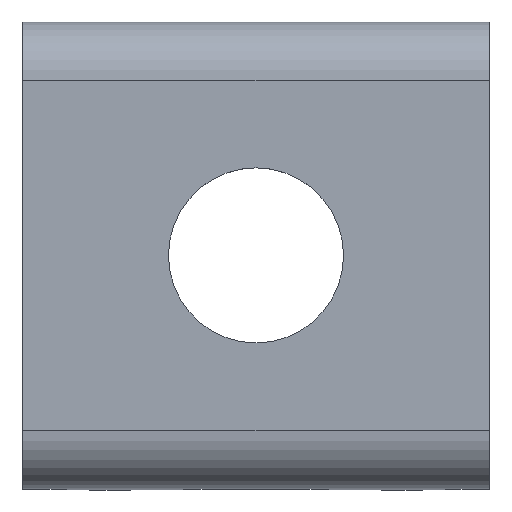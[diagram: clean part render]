
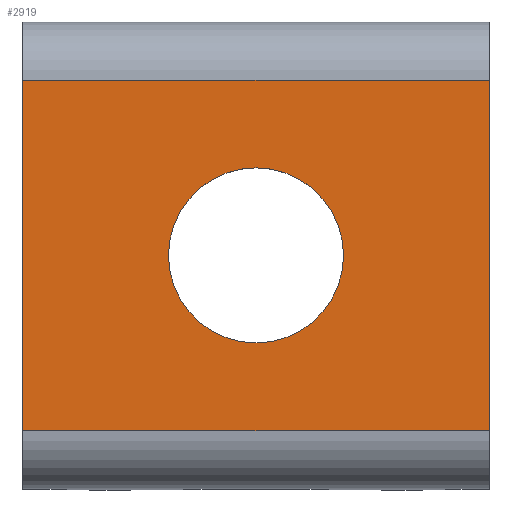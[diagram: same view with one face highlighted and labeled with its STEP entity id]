
A CAD part, top view. The second image highlights one B-rep face of the part: STEP entity #2919.
In plain terms, the highlighted planar face has unit normal (0, 0, 1).
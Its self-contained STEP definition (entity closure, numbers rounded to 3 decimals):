
#100 = PLANE('',#101);
#101 = AXIS2_PLACEMENT_3D('',#102,#103,#104);
#102 = CARTESIAN_POINT('',(4.,0.,6.507));
#103 = DIRECTION('',(-1.,-0.,-0.));
#104 = DIRECTION('',(0.,-1.,0.));
#128 = CYLINDRICAL_SURFACE('',#129,1.);
#129 = AXIS2_PLACEMENT_3D('',#130,#131,#132);
#130 = CARTESIAN_POINT('',(-4.,-3.,10.));
#131 = DIRECTION('',(1.,0.,0.));
#132 = DIRECTION('',(0.,-1.,0.));
#156 = PLANE('',#157);
#157 = AXIS2_PLACEMENT_3D('',#158,#159,#160);
#158 = CARTESIAN_POINT('',(-4.,0.,6.507));
#159 = DIRECTION('',(-1.,-0.,-0.));
#160 = DIRECTION('',(0.,-1.,0.));
#782 = VERTEX_POINT('',#783);
#783 = CARTESIAN_POINT('',(4.,-3.,11.));
#805 = EDGE_CURVE('',#782,#806,#808,.T.);
#806 = VERTEX_POINT('',#807);
#807 = CARTESIAN_POINT('',(4.,3.,11.));
#808 = SURFACE_CURVE('',#809,(#813,#820),.PCURVE_S1.);
#809 = LINE('',#810,#811);
#810 = CARTESIAN_POINT('',(4.,-4.,11.));
#811 = VECTOR('',#812,1.);
#812 = DIRECTION('',(0.,1.,0.));
#813 = PCURVE('',#100,#814);
#814 = DEFINITIONAL_REPRESENTATION('',(#815),#819);
#815 = LINE('',#816,#817);
#816 = CARTESIAN_POINT('',(4.,4.493));
#817 = VECTOR('',#818,1.);
#818 = DIRECTION('',(-1.,0.));
#819 = ( GEOMETRIC_REPRESENTATION_CONTEXT(2) 
PARAMETRIC_REPRESENTATION_CONTEXT() REPRESENTATION_CONTEXT('2D SPACE',''
  ) );
#820 = PCURVE('',#821,#826);
#821 = PLANE('',#822);
#822 = AXIS2_PLACEMENT_3D('',#823,#824,#825);
#823 = CARTESIAN_POINT('',(-4.,-4.,11.));
#824 = DIRECTION('',(0.,0.,1.));
#825 = DIRECTION('',(0.,1.,0.));
#826 = DEFINITIONAL_REPRESENTATION('',(#827),#831);
#827 = LINE('',#828,#829);
#828 = CARTESIAN_POINT('',(0.,-8.));
#829 = VECTOR('',#830,1.);
#830 = DIRECTION('',(1.,0.));
#831 = ( GEOMETRIC_REPRESENTATION_CONTEXT(2) 
PARAMETRIC_REPRESENTATION_CONTEXT() REPRESENTATION_CONTEXT('2D SPACE',''
  ) );
#850 = CYLINDRICAL_SURFACE('',#851,1.);
#851 = AXIS2_PLACEMENT_3D('',#852,#853,#854);
#852 = CARTESIAN_POINT('',(-4.,3.,10.));
#853 = DIRECTION('',(1.,0.,0.));
#854 = DIRECTION('',(0.,0.,1.));
#1115 = VERTEX_POINT('',#1116);
#1116 = CARTESIAN_POINT('',(-4.,-3.,11.));
#1138 = EDGE_CURVE('',#1115,#782,#1139,.T.);
#1139 = SURFACE_CURVE('',#1140,(#1144,#1151),.PCURVE_S1.);
#1140 = LINE('',#1141,#1142);
#1141 = CARTESIAN_POINT('',(-4.,-3.,11.));
#1142 = VECTOR('',#1143,1.);
#1143 = DIRECTION('',(1.,0.,0.));
#1144 = PCURVE('',#128,#1145);
#1145 = DEFINITIONAL_REPRESENTATION('',(#1146),#1150);
#1146 = LINE('',#1147,#1148);
#1147 = CARTESIAN_POINT('',(-1.571,0.));
#1148 = VECTOR('',#1149,1.);
#1149 = DIRECTION('',(-0.,1.));
#1150 = ( GEOMETRIC_REPRESENTATION_CONTEXT(2) 
PARAMETRIC_REPRESENTATION_CONTEXT() REPRESENTATION_CONTEXT('2D SPACE',''
  ) );
#1151 = PCURVE('',#821,#1152);
#1152 = DEFINITIONAL_REPRESENTATION('',(#1153),#1157);
#1153 = LINE('',#1154,#1155);
#1154 = CARTESIAN_POINT('',(1.,0.));
#1155 = VECTOR('',#1156,1.);
#1156 = DIRECTION('',(0.,-1.));
#1157 = ( GEOMETRIC_REPRESENTATION_CONTEXT(2) 
PARAMETRIC_REPRESENTATION_CONTEXT() REPRESENTATION_CONTEXT('2D SPACE',''
  ) );
#1238 = EDGE_CURVE('',#1115,#1239,#1241,.T.);
#1239 = VERTEX_POINT('',#1240);
#1240 = CARTESIAN_POINT('',(-4.,3.,11.));
#1241 = SURFACE_CURVE('',#1242,(#1246,#1253),.PCURVE_S1.);
#1242 = LINE('',#1243,#1244);
#1243 = CARTESIAN_POINT('',(-4.,-4.,11.));
#1244 = VECTOR('',#1245,1.);
#1245 = DIRECTION('',(0.,1.,0.));
#1246 = PCURVE('',#156,#1247);
#1247 = DEFINITIONAL_REPRESENTATION('',(#1248),#1252);
#1248 = LINE('',#1249,#1250);
#1249 = CARTESIAN_POINT('',(4.,4.493));
#1250 = VECTOR('',#1251,1.);
#1251 = DIRECTION('',(-1.,0.));
#1252 = ( GEOMETRIC_REPRESENTATION_CONTEXT(2) 
PARAMETRIC_REPRESENTATION_CONTEXT() REPRESENTATION_CONTEXT('2D SPACE',''
  ) );
#1253 = PCURVE('',#821,#1254);
#1254 = DEFINITIONAL_REPRESENTATION('',(#1255),#1259);
#1255 = LINE('',#1256,#1257);
#1256 = CARTESIAN_POINT('',(0.,0.));
#1257 = VECTOR('',#1258,1.);
#1258 = DIRECTION('',(1.,0.));
#1259 = ( GEOMETRIC_REPRESENTATION_CONTEXT(2) 
PARAMETRIC_REPRESENTATION_CONTEXT() REPRESENTATION_CONTEXT('2D SPACE',''
  ) );
#2008 = CYLINDRICAL_SURFACE('',#2009,1.5);
#2009 = AXIS2_PLACEMENT_3D('',#2010,#2011,#2012);
#2010 = CARTESIAN_POINT('',(0.,0.,11.));
#2011 = DIRECTION('',(0.,0.,1.));
#2012 = DIRECTION('',(1.,0.,0.));
#2899 = EDGE_CURVE('',#1239,#806,#2900,.T.);
#2900 = SURFACE_CURVE('',#2901,(#2905,#2912),.PCURVE_S1.);
#2901 = LINE('',#2902,#2903);
#2902 = CARTESIAN_POINT('',(-4.,3.,11.));
#2903 = VECTOR('',#2904,1.);
#2904 = DIRECTION('',(1.,0.,0.));
#2905 = PCURVE('',#850,#2906);
#2906 = DEFINITIONAL_REPRESENTATION('',(#2907),#2911);
#2907 = LINE('',#2908,#2909);
#2908 = CARTESIAN_POINT('',(-0.,0.));
#2909 = VECTOR('',#2910,1.);
#2910 = DIRECTION('',(-0.,1.));
#2911 = ( GEOMETRIC_REPRESENTATION_CONTEXT(2) 
PARAMETRIC_REPRESENTATION_CONTEXT() REPRESENTATION_CONTEXT('2D SPACE',''
  ) );
#2912 = PCURVE('',#821,#2913);
#2913 = DEFINITIONAL_REPRESENTATION('',(#2914),#2918);
#2914 = LINE('',#2915,#2916);
#2915 = CARTESIAN_POINT('',(7.,0.));
#2916 = VECTOR('',#2917,1.);
#2917 = DIRECTION('',(0.,-1.));
#2918 = ( GEOMETRIC_REPRESENTATION_CONTEXT(2) 
PARAMETRIC_REPRESENTATION_CONTEXT() REPRESENTATION_CONTEXT('2D SPACE',''
  ) );
#2919 = ADVANCED_FACE('',(#2920,#2926),#821,.T.);
#2920 = FACE_BOUND('',#2921,.T.);
#2921 = EDGE_LOOP('',(#2922,#2923,#2924,#2925));
#2922 = ORIENTED_EDGE('',*,*,#1238,.F.);
#2923 = ORIENTED_EDGE('',*,*,#1138,.T.);
#2924 = ORIENTED_EDGE('',*,*,#805,.T.);
#2925 = ORIENTED_EDGE('',*,*,#2899,.F.);
#2926 = FACE_BOUND('',#2927,.T.);
#2927 = EDGE_LOOP('',(#2928));
#2928 = ORIENTED_EDGE('',*,*,#2929,.F.);
#2929 = EDGE_CURVE('',#2930,#2930,#2932,.T.);
#2930 = VERTEX_POINT('',#2931);
#2931 = CARTESIAN_POINT('',(1.5,0.,11.));
#2932 = SURFACE_CURVE('',#2933,(#2938,#2945),.PCURVE_S1.);
#2933 = CIRCLE('',#2934,1.5);
#2934 = AXIS2_PLACEMENT_3D('',#2935,#2936,#2937);
#2935 = CARTESIAN_POINT('',(0.,0.,11.));
#2936 = DIRECTION('',(0.,0.,1.));
#2937 = DIRECTION('',(1.,0.,0.));
#2938 = PCURVE('',#821,#2939);
#2939 = DEFINITIONAL_REPRESENTATION('',(#2940),#2944);
#2940 = CIRCLE('',#2941,1.5);
#2941 = AXIS2_PLACEMENT_2D('',#2942,#2943);
#2942 = CARTESIAN_POINT('',(4.,-4.));
#2943 = DIRECTION('',(0.,-1.));
#2944 = ( GEOMETRIC_REPRESENTATION_CONTEXT(2) 
PARAMETRIC_REPRESENTATION_CONTEXT() REPRESENTATION_CONTEXT('2D SPACE',''
  ) );
#2945 = PCURVE('',#2008,#2946);
#2946 = DEFINITIONAL_REPRESENTATION('',(#2947),#2951);
#2947 = LINE('',#2948,#2949);
#2948 = CARTESIAN_POINT('',(0.,0.));
#2949 = VECTOR('',#2950,1.);
#2950 = DIRECTION('',(1.,0.));
#2951 = ( GEOMETRIC_REPRESENTATION_CONTEXT(2) 
PARAMETRIC_REPRESENTATION_CONTEXT() REPRESENTATION_CONTEXT('2D SPACE',''
  ) );
